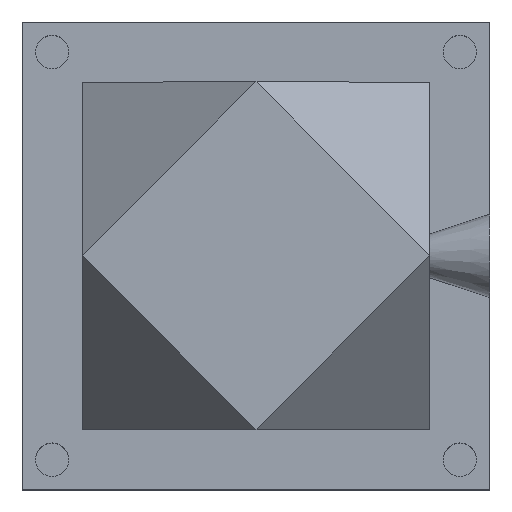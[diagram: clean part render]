
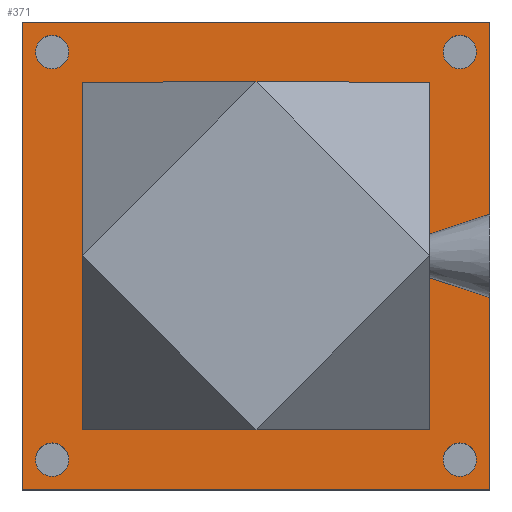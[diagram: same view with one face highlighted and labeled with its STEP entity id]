
A CAD part, top view. The second image highlights one B-rep face of the part: STEP entity #371.
In plain terms, the highlighted planar face has unit normal (0, 0, 1).
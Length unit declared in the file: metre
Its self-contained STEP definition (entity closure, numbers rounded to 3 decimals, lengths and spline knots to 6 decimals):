
#24=CIRCLE('',#441,0.0025);
#25=CIRCLE('',#442,0.0025);
#26=CIRCLE('',#443,0.0025);
#27=CIRCLE('',#444,0.0025);
#103=ORIENTED_EDGE('',*,*,#157,.T.);
#104=ORIENTED_EDGE('',*,*,#158,.T.);
#105=ORIENTED_EDGE('',*,*,#159,.T.);
#106=ORIENTED_EDGE('',*,*,#160,.T.);
#107=ORIENTED_EDGE('',*,*,#145,.T.);
#108=ORIENTED_EDGE('',*,*,#155,.T.);
#109=ORIENTED_EDGE('',*,*,#152,.F.);
#110=ORIENTED_EDGE('',*,*,#149,.F.);
#145=EDGE_CURVE('',#177,#178,#213,.T.);
#149=EDGE_CURVE('',#177,#181,#217,.T.);
#152=EDGE_CURVE('',#181,#183,#220,.T.);
#155=EDGE_CURVE('',#178,#183,#223,.T.);
#157=EDGE_CURVE('',#185,#185,#24,.T.);
#158=EDGE_CURVE('',#186,#186,#25,.T.);
#159=EDGE_CURVE('',#187,#187,#26,.T.);
#160=EDGE_CURVE('',#188,#188,#27,.T.);
#177=VERTEX_POINT('',#624);
#178=VERTEX_POINT('',#625);
#181=VERTEX_POINT('',#633);
#183=VERTEX_POINT('',#639);
#185=VERTEX_POINT('',#649);
#186=VERTEX_POINT('',#651);
#187=VERTEX_POINT('',#653);
#188=VERTEX_POINT('',#655);
#213=LINE('',#623,#245);
#217=LINE('',#632,#249);
#220=LINE('',#638,#252);
#223=LINE('',#644,#255);
#245=VECTOR('',#517,1.);
#249=VECTOR('',#523,1.);
#252=VECTOR('',#528,1.);
#255=VECTOR('',#533,1.);
#276=EDGE_LOOP('',(#103));
#277=EDGE_LOOP('',(#104));
#278=EDGE_LOOP('',(#105));
#279=EDGE_LOOP('',(#106));
#280=EDGE_LOOP('',(#107,#108,#109,#110));
#312=FACE_BOUND('',#276,.T.);
#313=FACE_BOUND('',#277,.T.);
#314=FACE_BOUND('',#278,.T.);
#315=FACE_BOUND('',#279,.T.);
#316=FACE_BOUND('',#280,.T.);
#347=PLANE('',#440);
#371=ADVANCED_FACE('',(#312,#313,#314,#315,#316),#347,.F.);
#440=AXIS2_PLACEMENT_3D('',#647,#537,#538);
#441=AXIS2_PLACEMENT_3D('',#648,#539,#540);
#442=AXIS2_PLACEMENT_3D('',#650,#541,#542);
#443=AXIS2_PLACEMENT_3D('',#652,#543,#544);
#444=AXIS2_PLACEMENT_3D('',#654,#545,#546);
#517=DIRECTION('',(0.,1.,0.));
#523=DIRECTION('',(-1.,0.,0.));
#528=DIRECTION('',(0.,1.,0.));
#533=DIRECTION('',(-1.,0.,0.));
#537=DIRECTION('',(0.,0.,-1.));
#538=DIRECTION('',(1.,0.,0.));
#539=DIRECTION('',(0.,0.,-1.));
#540=DIRECTION('',(-1.,0.,0.));
#541=DIRECTION('',(0.,0.,-1.));
#542=DIRECTION('',(-1.,0.,0.));
#543=DIRECTION('',(0.,0.,-1.));
#544=DIRECTION('',(-1.,0.,0.));
#545=DIRECTION('',(0.,0.,-1.));
#546=DIRECTION('',(-1.,0.,0.));
#623=CARTESIAN_POINT('',(0.096306,0.092575,0.01628));
#624=CARTESIAN_POINT('',(0.096306,0.057575,0.01628));
#625=CARTESIAN_POINT('',(0.096306,0.127575,0.01628));
#632=CARTESIAN_POINT('',(0.061306,0.057575,0.01628));
#633=CARTESIAN_POINT('',(0.026306,0.057575,0.01628));
#638=CARTESIAN_POINT('',(0.026306,0.092575,0.01628));
#639=CARTESIAN_POINT('',(0.026306,0.127575,0.01628));
#644=CARTESIAN_POINT('',(0.061306,0.127575,0.01628));
#647=CARTESIAN_POINT('',(0.061306,0.092575,0.01628));
#648=CARTESIAN_POINT('',(0.030806,0.123075,0.01628));
#649=CARTESIAN_POINT('',(0.028306,0.123075,0.01628));
#650=CARTESIAN_POINT('',(0.091806,0.062075,0.01628));
#651=CARTESIAN_POINT('',(0.089306,0.062075,0.01628));
#652=CARTESIAN_POINT('',(0.091806,0.123075,0.01628));
#653=CARTESIAN_POINT('',(0.089306,0.123075,0.01628));
#654=CARTESIAN_POINT('',(0.030806,0.062075,0.01628));
#655=CARTESIAN_POINT('',(0.028306,0.062075,0.01628));
